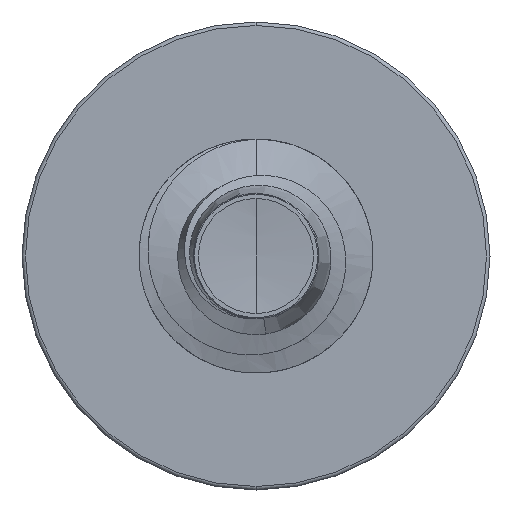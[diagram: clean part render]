
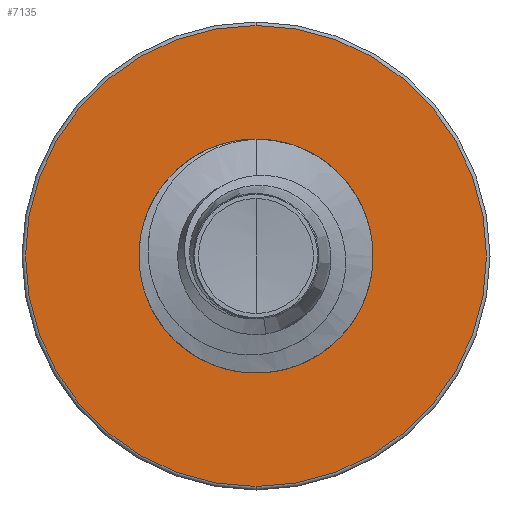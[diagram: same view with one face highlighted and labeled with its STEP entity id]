
A CAD part, front view. The second image highlights one B-rep face of the part: STEP entity #7135.
In plain terms, the highlighted planar face has unit normal (0, -1, 0).
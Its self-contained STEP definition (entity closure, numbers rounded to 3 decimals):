
#744 = CARTESIAN_POINT ( 'NONE',  ( 0., 12.5, -5.91 ) ) ;
#1056 = EDGE_CURVE ( 'NONE', #11865, #9277, #10887, .T. ) ;
#1489 = DIRECTION ( 'NONE',  ( 0., 1., 0. ) ) ;
#1847 = EDGE_LOOP ( 'NONE', ( #7401, #9418 ) ) ;
#2360 = CARTESIAN_POINT ( 'NONE',  ( 0., 12.5, 0. ) ) ;
#2451 = VERTEX_POINT ( 'NONE', #8955 ) ;
#2776 = PLANE ( 'NONE',  #3243 ) ;
#2904 = AXIS2_PLACEMENT_3D ( 'NONE', #2360, #9233, #3353 ) ;
#3243 = AXIS2_PLACEMENT_3D ( 'NONE', #5748, #12608, #6735 ) ;
#3353 = DIRECTION ( 'NONE',  ( 0., 0., 1. ) ) ;
#3906 = VERTEX_POINT ( 'NONE', #10680 ) ;
#4343 = CARTESIAN_POINT ( 'NONE',  ( 0., 12.5, 0. ) ) ;
#4559 = CIRCLE ( 'NONE', #2904, 5.91 ) ;
#4874 = CARTESIAN_POINT ( 'NONE',  ( 0., 12.5, 0. ) ) ;
#5328 = DIRECTION ( 'NONE',  ( 0., 0., 1. ) ) ;
#5344 = CIRCLE ( 'NONE', #6531, 2.842 ) ;
#5748 = CARTESIAN_POINT ( 'NONE',  ( 0., 12.5, -2.842 ) ) ;
#5775 = CIRCLE ( 'NONE', #11235, 2.842 ) ;
#5836 = ORIENTED_EDGE ( 'NONE', *, *, #12558, .T. ) ;
#5869 = DIRECTION ( 'NONE',  ( 0., 0., 1. ) ) ;
#6531 = AXIS2_PLACEMENT_3D ( 'NONE', #7382, #1489, #8368 ) ;
#6594 = CARTESIAN_POINT ( 'NONE',  ( 0., 12.5, 5.91 ) ) ;
#6735 = DIRECTION ( 'NONE',  ( 0., 0., 1. ) ) ;
#7135 = ADVANCED_FACE ( 'NONE', ( #8566, #10860 ), #2776, .F. ) ;
#7382 = CARTESIAN_POINT ( 'NONE',  ( 0., 12.5, 0. ) ) ;
#7401 = ORIENTED_EDGE ( 'NONE', *, *, #1056, .F. ) ;
#7555 = EDGE_CURVE ( 'NONE', #3906, #2451, #5344, .T. ) ;
#8368 = DIRECTION ( 'NONE',  ( 0., 0., 1. ) ) ;
#8566 = FACE_OUTER_BOUND ( 'NONE', #1847, .T. ) ;
#8955 = CARTESIAN_POINT ( 'NONE',  ( 0., 12.5, -2.842 ) ) ;
#9233 = DIRECTION ( 'NONE',  ( 0., 1., 0. ) ) ;
#9277 = VERTEX_POINT ( 'NONE', #744 ) ;
#9296 = AXIS2_PLACEMENT_3D ( 'NONE', #4874, #11745, #5869 ) ;
#9418 = ORIENTED_EDGE ( 'NONE', *, *, #9935, .F. ) ;
#9935 = EDGE_CURVE ( 'NONE', #9277, #11865, #4559, .T. ) ;
#10680 = CARTESIAN_POINT ( 'NONE',  ( 0., 12.5, 2.842 ) ) ;
#10821 = ORIENTED_EDGE ( 'NONE', *, *, #7555, .T. ) ;
#10860 = FACE_BOUND ( 'NONE', #12468, .T. ) ;
#10887 = CIRCLE ( 'NONE', #9296, 5.91 ) ;
#11204 = DIRECTION ( 'NONE',  ( 0., 1., 0. ) ) ;
#11235 = AXIS2_PLACEMENT_3D ( 'NONE', #4343, #11204, #5328 ) ;
#11745 = DIRECTION ( 'NONE',  ( 0., 1., 0. ) ) ;
#11865 = VERTEX_POINT ( 'NONE', #6594 ) ;
#12468 = EDGE_LOOP ( 'NONE', ( #10821, #5836 ) ) ;
#12558 = EDGE_CURVE ( 'NONE', #2451, #3906, #5775, .T. ) ;
#12608 = DIRECTION ( 'NONE',  ( 0., 1., 0. ) ) ;
